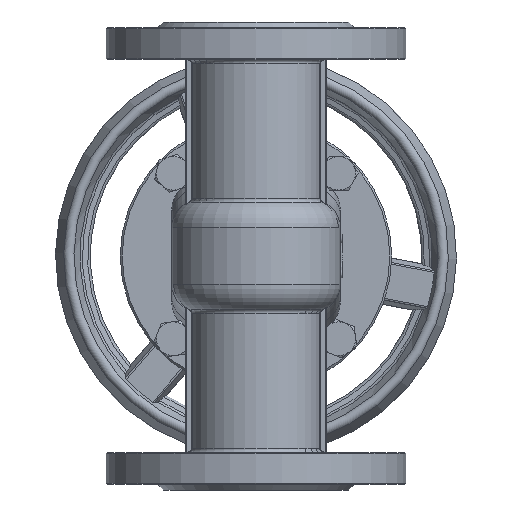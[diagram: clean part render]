
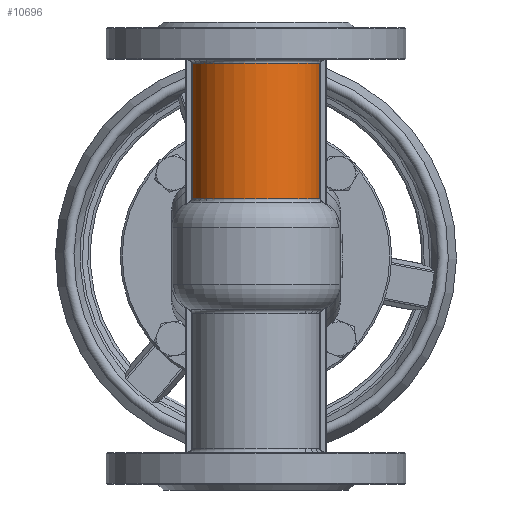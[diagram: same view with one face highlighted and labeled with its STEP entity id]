
A CAD part, front view. The second image highlights one B-rep face of the part: STEP entity #10696.
In plain terms, the highlighted cylindrical face has radius 35 mm (diameter 70 mm), a partial arc.
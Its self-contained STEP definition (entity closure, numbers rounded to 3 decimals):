
#944=CYLINDRICAL_SURFACE('',#11540,35.);
#1149=FACE_OUTER_BOUND('',#1797,.T.);
#1797=EDGE_LOOP('',(#6935,#6936,#6937,#6938));
#2515=LINE('',#16174,#3086);
#2518=LINE('',#16230,#3089);
#3086=VECTOR('',#12852,10.);
#3089=VECTOR('',#12865,10.);
#3669=CIRCLE('',#11541,35.);
#3670=CIRCLE('',#11542,35.);
#4302=VERTEX_POINT('',#16018);
#4317=VERTEX_POINT('',#16121);
#4323=VERTEX_POINT('',#16227);
#4324=VERTEX_POINT('',#16229);
#5314=EDGE_CURVE('',#4317,#4302,#2515,.T.);
#5321=EDGE_CURVE('',#4323,#4317,#3669,.T.);
#5322=EDGE_CURVE('',#4324,#4323,#2518,.T.);
#5323=EDGE_CURVE('',#4324,#4302,#3670,.T.);
#6935=ORIENTED_EDGE('',*,*,#5314,.F.);
#6936=ORIENTED_EDGE('',*,*,#5321,.F.);
#6937=ORIENTED_EDGE('',*,*,#5322,.F.);
#6938=ORIENTED_EDGE('',*,*,#5323,.T.);
#10696=ADVANCED_FACE('',(#1149),#944,.T.);
#11540=AXIS2_PLACEMENT_3D('',#16226,#12861,#12862);
#11541=AXIS2_PLACEMENT_3D('',#16228,#12863,#12864);
#11542=AXIS2_PLACEMENT_3D('',#16231,#12866,#12867);
#12852=DIRECTION('',(0.,0.,-1.));
#12861=DIRECTION('center_axis',(0.,0.,1.));
#12862=DIRECTION('ref_axis',(1.,0.,0.));
#12863=DIRECTION('center_axis',(0.,0.,1.));
#12864=DIRECTION('ref_axis',(0.,-1.,0.));
#12865=DIRECTION('',(0.,0.,1.));
#12866=DIRECTION('center_axis',(0.,0.,1.));
#12867=DIRECTION('ref_axis',(0.,-1.,0.));
#16018=CARTESIAN_POINT('',(34.1,-7.887,120.492));
#16121=CARTESIAN_POINT('',(34.1,-7.887,193.));
#16174=CARTESIAN_POINT('',(34.1,-7.887,164.));
#16226=CARTESIAN_POINT('Origin',(0.,0.,164.));
#16227=CARTESIAN_POINT('',(-34.1,-7.887,193.));
#16228=CARTESIAN_POINT('Origin',(0.,0.,193.));
#16229=CARTESIAN_POINT('',(-34.1,-7.887,120.492));
#16230=CARTESIAN_POINT('',(-34.1,-7.887,164.));
#16231=CARTESIAN_POINT('Origin',(0.,0.,120.492));
